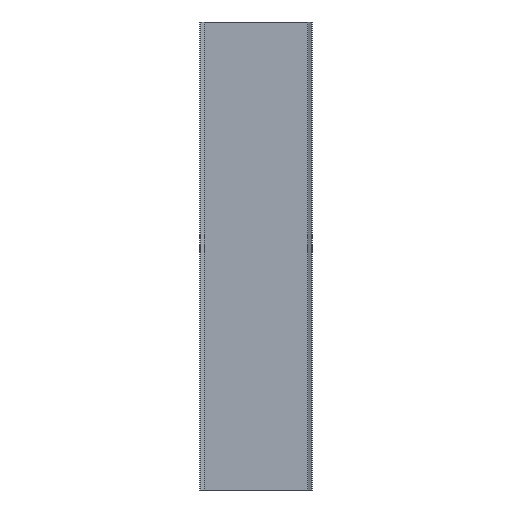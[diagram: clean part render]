
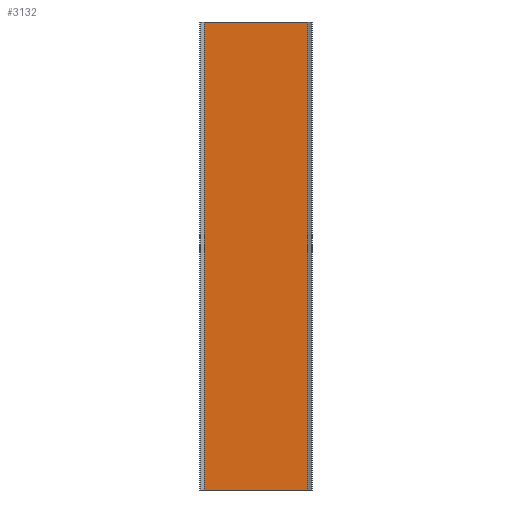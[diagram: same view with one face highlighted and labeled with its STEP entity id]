
A CAD part, front view. The second image highlights one B-rep face of the part: STEP entity #3132.
In plain terms, the highlighted planar face has unit normal (0, -1, 0).
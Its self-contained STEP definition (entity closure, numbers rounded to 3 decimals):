
#163 = VECTOR ( 'NONE', #1165, 1000. ) ;
#245 = DIRECTION ( 'NONE',  ( 0., 0., -1. ) ) ;
#280 = VECTOR ( 'NONE', #870, 1000. ) ;
#383 = LINE ( 'NONE', #3674, #163 ) ;
#398 = ORIENTED_EDGE ( 'NONE', *, *, #2916, .F. ) ;
#540 = EDGE_LOOP ( 'NONE', ( #3341, #1803, #398, #1915 ) ) ;
#746 = AXIS2_PLACEMENT_3D ( 'NONE', #1669, #2952, #1097 ) ;
#765 = PLANE ( 'NONE',  #746 ) ;
#870 = DIRECTION ( 'NONE',  ( 0., 0., -1. ) ) ;
#1013 = LINE ( 'NONE', #3978, #2564 ) ;
#1097 = DIRECTION ( 'NONE',  ( -1., 0., 0. ) ) ;
#1165 = DIRECTION ( 'NONE',  ( 1., 0., 0. ) ) ;
#1198 = DIRECTION ( 'NONE',  ( 1., 0., 0. ) ) ;
#1236 = VERTEX_POINT ( 'NONE', #3263 ) ;
#1298 = CARTESIAN_POINT ( 'NONE',  ( 58.3, 0., 500. ) ) ;
#1466 = VERTEX_POINT ( 'NONE', #1757 ) ;
#1669 = CARTESIAN_POINT ( 'NONE',  ( 58.3, 0., 500. ) ) ;
#1757 = CARTESIAN_POINT ( 'NONE',  ( 58.3, 0., 0. ) ) ;
#1803 = ORIENTED_EDGE ( 'NONE', *, *, #2910, .F. ) ;
#1915 = ORIENTED_EDGE ( 'NONE', *, *, #2924, .T. ) ;
#1940 = LINE ( 'NONE', #3352, #280 ) ;
#2412 = CARTESIAN_POINT ( 'NONE',  ( 58.3, 0., 0. ) ) ;
#2502 = CARTESIAN_POINT ( 'NONE',  ( -58.3, 0., 0. ) ) ;
#2564 = VECTOR ( 'NONE', #245, 1000. ) ;
#2661 = VECTOR ( 'NONE', #1198, 1000. ) ;
#2909 = EDGE_CURVE ( 'NONE', #3450, #1466, #3489, .T. ) ;
#2910 = EDGE_CURVE ( 'NONE', #3497, #1466, #1940, .T. ) ;
#2916 = EDGE_CURVE ( 'NONE', #1236, #3497, #383, .T. ) ;
#2924 = EDGE_CURVE ( 'NONE', #1236, #3450, #1013, .T. ) ;
#2952 = DIRECTION ( 'NONE',  ( 0., 1., 0. ) ) ;
#3132 = ADVANCED_FACE ( 'NONE', ( #3437 ), #765, .F. ) ;
#3263 = CARTESIAN_POINT ( 'NONE',  ( -58.3, 0., 500. ) ) ;
#3341 = ORIENTED_EDGE ( 'NONE', *, *, #2909, .T. ) ;
#3352 = CARTESIAN_POINT ( 'NONE',  ( 58.3, 0., 500. ) ) ;
#3437 = FACE_OUTER_BOUND ( 'NONE', #540, .T. ) ;
#3450 = VERTEX_POINT ( 'NONE', #2502 ) ;
#3489 = LINE ( 'NONE', #2412, #2661 ) ;
#3497 = VERTEX_POINT ( 'NONE', #1298 ) ;
#3674 = CARTESIAN_POINT ( 'NONE',  ( 58.3, 0., 500. ) ) ;
#3978 = CARTESIAN_POINT ( 'NONE',  ( -58.3, 0., 500. ) ) ;
